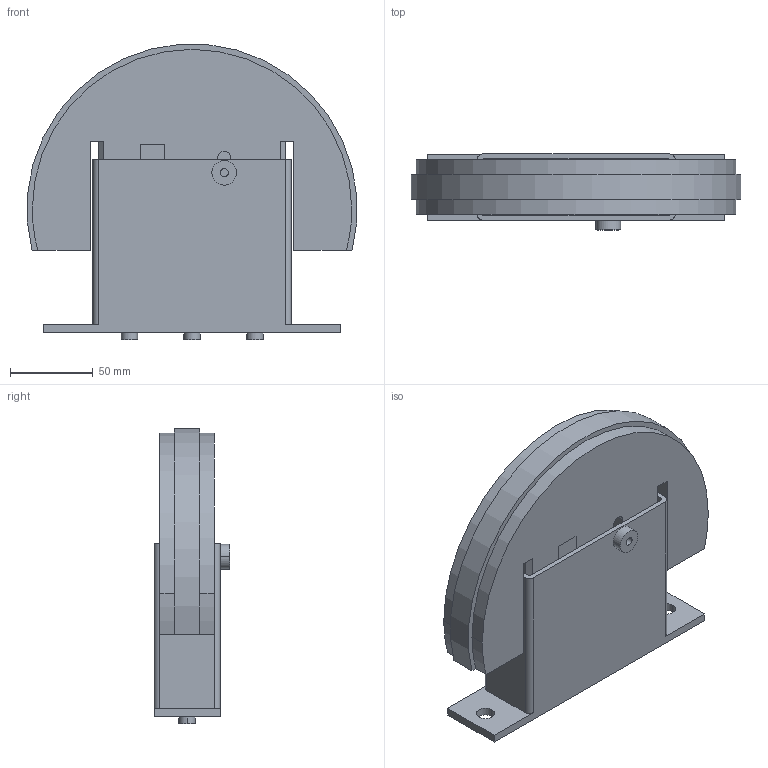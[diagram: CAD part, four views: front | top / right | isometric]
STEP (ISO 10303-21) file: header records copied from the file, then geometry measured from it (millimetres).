
FILE_DESCRIPTION(('STEP AP214'),'1');
FILE_NAME('cctmp_DE8FCEB3-FA6C-4963-A509-F6C2BFD94DE7_2023_6_23_10_32_58_651..stp','2023-06-23T08:32:58',('Murtfeldt Kunststoffe GmbH & Co.KG'),('CADClick - www.CADClick.com'),'Spatial InterOp 3D',' ','unknown authorization');
FILE_SCHEMA(('AUTOMOTIVE_DESIGN'));
Length unit declared in the file: millimetre
Products named in the file (1): 1
Bounding box: 199.34 x 46 x 178.69 mm (x, y, z)
Volume: 782621.3 mm3; surface area: 175124.6 mm2
Topology: 5 solids, 5 shells, 113 faces, 273 edges, 175 vertices
Faces by surface type: plane 63, cylinder 38, cone 12
Entity records: 4235 total; most frequent: DIRECTION 585, CARTESIAN_POINT 560, ORIENTED_EDGE 534, EDGE_CURVE 267, AXIS2_PLACEMENT_3D 200, LINE 185, VECTOR 185, VERTEX_POINT 175
